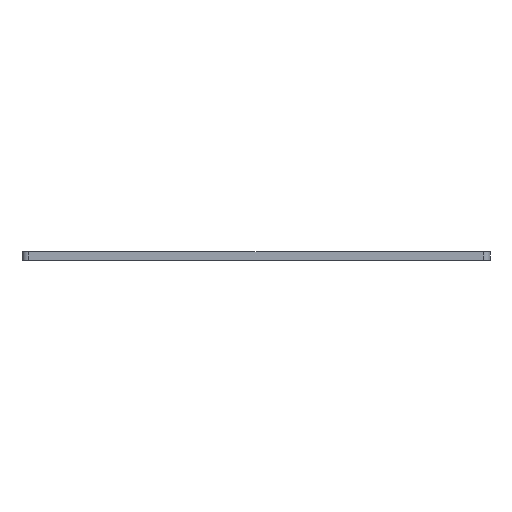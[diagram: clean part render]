
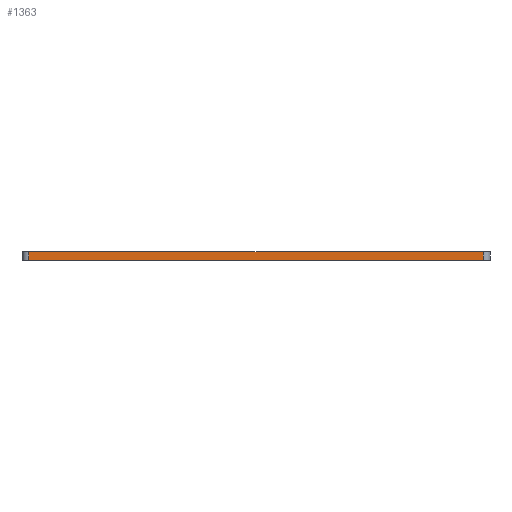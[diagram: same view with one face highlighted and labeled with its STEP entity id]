
A CAD part, left-side view. The second image highlights one B-rep face of the part: STEP entity #1363.
In plain terms, the highlighted planar face has unit normal (-1, 0, 0).
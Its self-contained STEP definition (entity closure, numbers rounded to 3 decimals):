
#1083=CARTESIAN_POINT('',(-580.,429.,236.));
#1084=VERTEX_POINT('',#1083);
#1092=CARTESIAN_POINT('',(-580.,223.,236.));
#1093=VERTEX_POINT('',#1092);
#1094=CARTESIAN_POINT('',(-580.,223.,236.));
#1095=DIRECTION('',(0.,1.,0.));
#1096=VECTOR('',#1095,206.);
#1097=LINE('',#1094,#1096);
#1098=EDGE_CURVE('',#1093,#1084,#1097,.T.);
#1333=CARTESIAN_POINT('',(-580.,332.,236.));
#1334=DIRECTION('',(-1.,0.,0.));
#1335=DIRECTION('',(0.,0.,1.));
#1336=AXIS2_PLACEMENT_3D('',#1333,#1334,#1335);
#1337=PLANE('',#1336);
#1338=CARTESIAN_POINT('',(-580.,223.,232.));
#1339=VERTEX_POINT('',#1338);
#1340=CARTESIAN_POINT('',(-580.,429.,232.));
#1341=VERTEX_POINT('',#1340);
#1342=CARTESIAN_POINT('',(-580.,223.,232.));
#1343=DIRECTION('',(0.,1.,0.));
#1344=VECTOR('',#1343,206.);
#1345=LINE('',#1342,#1344);
#1346=EDGE_CURVE('',#1339,#1341,#1345,.T.);
#1347=ORIENTED_EDGE('',*,*,#1346,.F.);
#1348=CARTESIAN_POINT('',(-580.,223.,232.));
#1349=DIRECTION('',(0.,-0.,1.));
#1350=VECTOR('',#1349,4.);
#1351=LINE('',#1348,#1350);
#1352=EDGE_CURVE('',#1339,#1093,#1351,.T.);
#1353=ORIENTED_EDGE('',*,*,#1352,.T.);
#1354=ORIENTED_EDGE('',*,*,#1098,.T.);
#1355=CARTESIAN_POINT('',(-580.,429.,236.));
#1356=DIRECTION('',(-0.,0.,-1.));
#1357=VECTOR('',#1356,4.);
#1358=LINE('',#1355,#1357);
#1359=EDGE_CURVE('',#1084,#1341,#1358,.T.);
#1360=ORIENTED_EDGE('',*,*,#1359,.T.);
#1361=EDGE_LOOP('',(#1347,#1353,#1354,#1360));
#1362=FACE_BOUND('',#1361,.T.);
#1363=ADVANCED_FACE('',(#1362),#1337,.T.);
